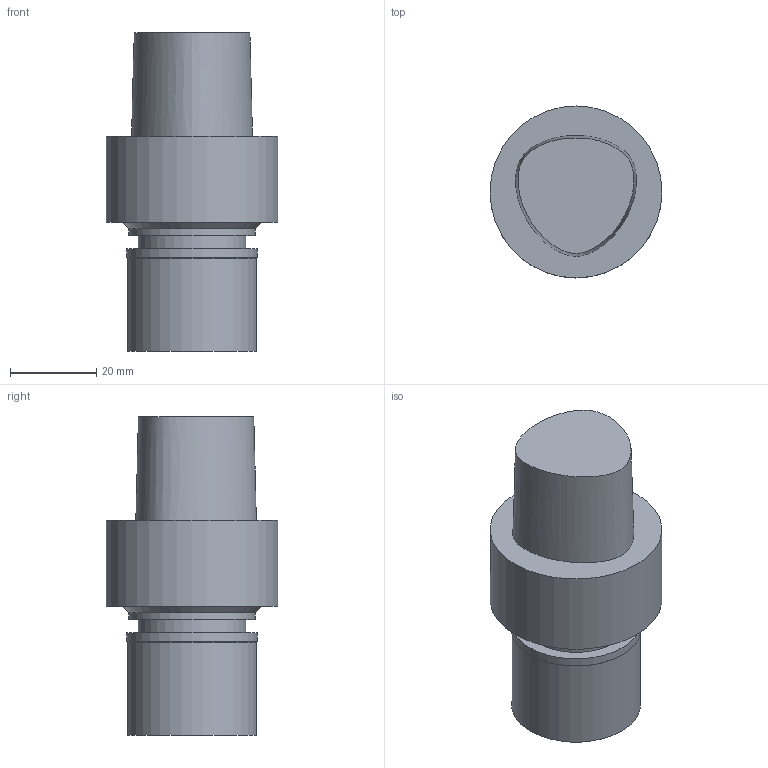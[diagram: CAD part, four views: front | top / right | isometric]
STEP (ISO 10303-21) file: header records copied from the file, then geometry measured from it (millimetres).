
FILE_DESCRIPTION((''),'1');
FILE_NAME('C4-MEGA10N-50.stp','2012-11-09T00:20:50',(''),(''),'Spatial Interop R18','Kubotek KeyCreator V8.5.1 (14335)',' ');
FILE_SCHEMA(('CONFIG_CONTROL_DESIGN'));
Length unit declared in the file: millimetre
Products named in the file (2): 1; 2
Bounding box: 39.98 x 39.98 x 74 mm (x, y, z)
Volume: 59639.7 mm3; surface area: 11562.9 mm2
Topology: 2 solids, 2 shells, 17 faces, 23 edges, 15 vertices
Faces by surface type: plane 9, cylinder 5, cone 2, bspline 1
Full cylindrical faces by diameter (mm): 25 x1, 29.5 x1, 30 x1, 30.3 x1, 39.98 x1
Entity records: 935 total; most frequent: CARTESIAN_POINT 579, DIRECTION 62, ORIENTED_EDGE 32, AXIS2_PLACEMENT_3D 31, EDGE_LOOP 29, FACE_BOUND 19, ADVANCED_FACE 17, EDGE_CURVE 16
